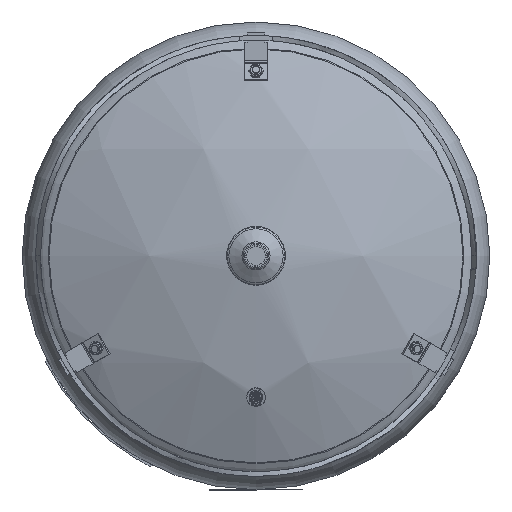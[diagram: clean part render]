
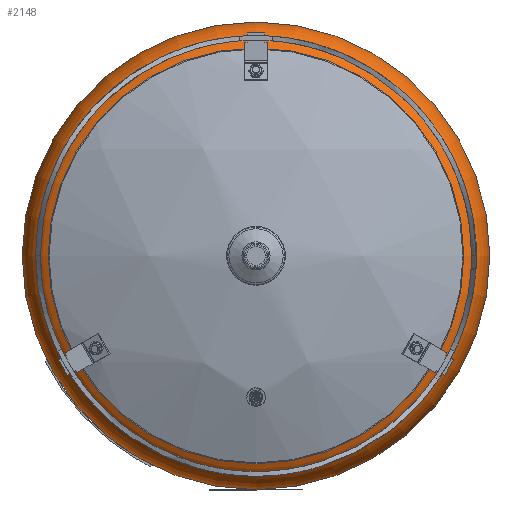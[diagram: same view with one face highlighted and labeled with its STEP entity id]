
A CAD part, front view. The second image highlights one B-rep face of the part: STEP entity #2148.
In plain terms, the highlighted toroidal (fillet/blend) face has major radius 200 mm and minor radius 50 mm.
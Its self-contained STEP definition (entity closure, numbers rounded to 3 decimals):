
#1932=CARTESIAN_POINT('',(222.222,-815.317,0.));
#1933=VERTEX_POINT('',#1932);
#1934=CARTESIAN_POINT('',(0.,-815.317,0.));
#1935=DIRECTION('',(0.0,-1.0,0.0));
#1936=DIRECTION('',(1.0,0.0,0.0));
#1937=AXIS2_PLACEMENT_3D('',#1934,#1935,#1936);
#1938=CIRCLE('',#1937,222.222);
#1939=EDGE_CURVE('',#1933,#1933,#1938,.T.);
#2122=CARTESIAN_POINT('',(250.,-770.526,0.));
#2123=VERTEX_POINT('',#2122);
#2124=CARTESIAN_POINT('',(0.,-770.526,0.));
#2125=DIRECTION('',(0.0,-1.0,0.0));
#2126=DIRECTION('',(1.0,0.0,0.0));
#2127=AXIS2_PLACEMENT_3D('',#2124,#2125,#2126);
#2128=CIRCLE('',#2127,250.);
#2129=EDGE_CURVE('',#2123,#2123,#2128,.T.);
#2137=CARTESIAN_POINT('',(0.,-770.526,0.));
#2138=DIRECTION('',(0.,-1.0,0.));
#2139=DIRECTION('',(0.0,0.0,1.0));
#2140=AXIS2_PLACEMENT_3D('',#2137,#2138,#2139);
#2141=TOROIDAL_SURFACE('',#2140,200.,50.0);
#2142=ORIENTED_EDGE('',*,*,#1939,.F.);
#2143=EDGE_LOOP('',(#2142));
#2144=FACE_OUTER_BOUND('',#2143,.T.);
#2145=ORIENTED_EDGE('',*,*,#2129,.T.);
#2146=EDGE_LOOP('',(#2145));
#2147=FACE_BOUND('',#2146,.T.);
#2148=ADVANCED_FACE('',(#2144,#2147),#2141,.T.);
